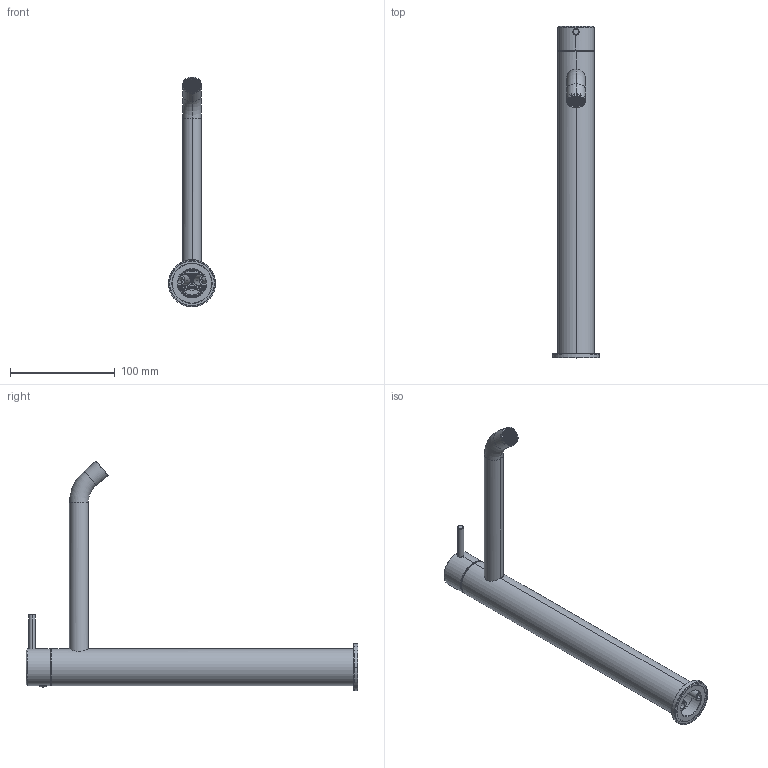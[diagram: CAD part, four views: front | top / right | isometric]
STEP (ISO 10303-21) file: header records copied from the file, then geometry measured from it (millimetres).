
FILE_DESCRIPTION((''),'2;1');
FILE_NAME('INOX081AC','2025-06-30T08:26:17',('simone.bertoli'),('PAFFONI SpA'),'CREO PARAMETRIC BY PTC INC, 2022124','CREO PARAMETRIC BY PTC INC, 2022124','');
FILE_SCHEMA(('CONFIG_CONTROL_DESIGN','SHAPE_APPEARANCE_LAYERS_GROUPS'));
Length unit declared in the file: millimetre
Products named in the file (1): INOX081AC
Bounding box: 45 x 317.1 x 219.39 mm (x, y, z)
Volume: 130673.2 mm3; surface area: 128578.6 mm2
Topology: 7 solids, 7 shells, 3396 faces, 9269 edges, 5869 vertices
Faces by surface type: plane 2034, cylinder 829, torus 203, bspline 162, cone 105, sphere 49, extrusion 12, revolution 2
Entity records: 162838 total; most frequent: CARTESIAN_POINT 58993, ORIENTED_EDGE 18448, DIRECTION 14287, EDGE_CURVE 9224, VERTEX_POINT 5869, AXIS2_PLACEMENT_3D 5029, VECTOR 4227, LINE 4215
